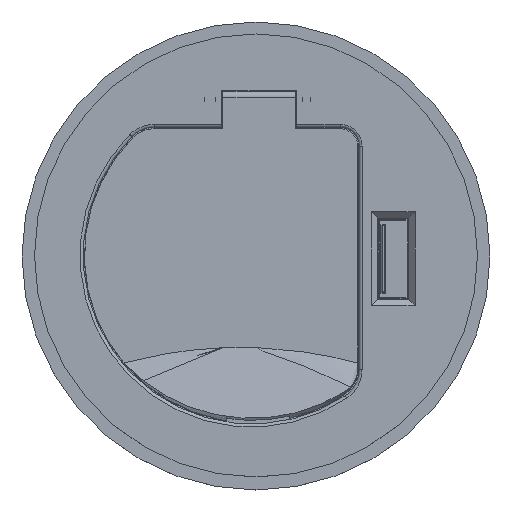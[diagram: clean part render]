
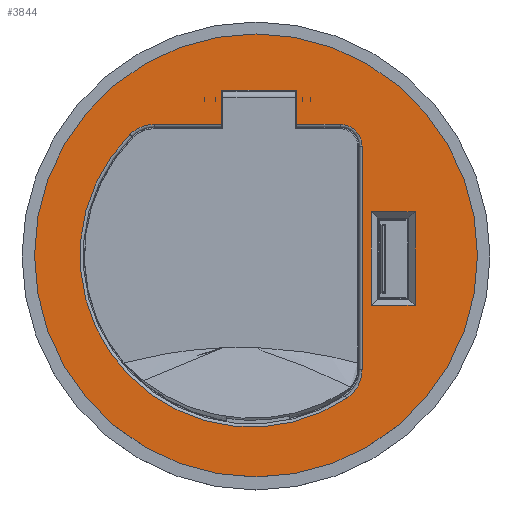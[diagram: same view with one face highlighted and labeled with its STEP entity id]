
A CAD part, top view. The second image highlights one B-rep face of the part: STEP entity #3844.
In plain terms, the highlighted planar face has unit normal (0, 0, 1).
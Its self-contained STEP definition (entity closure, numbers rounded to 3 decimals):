
#44=FACE_BOUND('',#430,.T.);
#45=FACE_BOUND('',#431,.T.);
#95=PLANE('',#4099);
#201=FACE_OUTER_BOUND('',#429,.T.);
#429=EDGE_LOOP('',(#2702));
#430=EDGE_LOOP('',(#2703,#2704,#2705,#2706,#2707,#2708,#2709,#2710,#2711,
#2712));
#431=EDGE_LOOP('',(#2713,#2714,#2715,#2716));
#625=CIRCLE('',#4100,35.5);
#626=CIRCLE('',#4101,3.5);
#627=CIRCLE('',#4102,5.5);
#628=CIRCLE('',#4103,27.5);
#629=CIRCLE('',#4104,5.5);
#1015=LINE('',#7250,#1289);
#1019=LINE('',#7258,#1293);
#1023=LINE('',#7266,#1297);
#1025=LINE('',#7269,#1299);
#1030=LINE('',#7281,#1304);
#1031=LINE('',#7283,#1305);
#1032=LINE('',#7285,#1306);
#1033=LINE('',#7287,#1307);
#1034=LINE('',#7289,#1308);
#1035=LINE('',#7293,#1309);
#1289=VECTOR('',#4704,10.);
#1293=VECTOR('',#4710,10.);
#1297=VECTOR('',#4716,10.);
#1299=VECTOR('',#4720,10.);
#1304=VECTOR('',#4733,10.);
#1305=VECTOR('',#4734,10.);
#1306=VECTOR('',#4735,10.);
#1307=VECTOR('',#4736,10.);
#1308=VECTOR('',#4737,10.);
#1309=VECTOR('',#4740,10.);
#1580=VERTEX_POINT('',#7248);
#1581=VERTEX_POINT('',#7249);
#1584=VERTEX_POINT('',#7257);
#1587=VERTEX_POINT('',#7265);
#1588=VERTEX_POINT('',#7277);
#1589=VERTEX_POINT('',#7279);
#1590=VERTEX_POINT('',#7280);
#1591=VERTEX_POINT('',#7282);
#1592=VERTEX_POINT('',#7284);
#1593=VERTEX_POINT('',#7286);
#1594=VERTEX_POINT('',#7288);
#1595=VERTEX_POINT('',#7290);
#1596=VERTEX_POINT('',#7292);
#1597=VERTEX_POINT('',#7294);
#1598=VERTEX_POINT('',#7296);
#2017=EDGE_CURVE('',#1580,#1581,#1015,.T.);
#2021=EDGE_CURVE('',#1581,#1584,#1019,.T.);
#2025=EDGE_CURVE('',#1584,#1587,#1023,.T.);
#2027=EDGE_CURVE('',#1587,#1580,#1025,.T.);
#2032=EDGE_CURVE('',#1588,#1588,#625,.T.);
#2033=EDGE_CURVE('',#1589,#1590,#1030,.T.);
#2034=EDGE_CURVE('',#1589,#1591,#1031,.T.);
#2035=EDGE_CURVE('',#1591,#1592,#1032,.T.);
#2036=EDGE_CURVE('',#1592,#1593,#1033,.T.);
#2037=EDGE_CURVE('',#1594,#1593,#1034,.T.);
#2038=EDGE_CURVE('',#1595,#1594,#626,.T.);
#2039=EDGE_CURVE('',#1596,#1595,#1035,.T.);
#2040=EDGE_CURVE('',#1597,#1596,#627,.T.);
#2041=EDGE_CURVE('',#1598,#1597,#628,.T.);
#2042=EDGE_CURVE('',#1590,#1598,#629,.T.);
#2702=ORIENTED_EDGE('',*,*,#2032,.T.);
#2703=ORIENTED_EDGE('',*,*,#2033,.F.);
#2704=ORIENTED_EDGE('',*,*,#2034,.T.);
#2705=ORIENTED_EDGE('',*,*,#2035,.T.);
#2706=ORIENTED_EDGE('',*,*,#2036,.T.);
#2707=ORIENTED_EDGE('',*,*,#2037,.F.);
#2708=ORIENTED_EDGE('',*,*,#2038,.F.);
#2709=ORIENTED_EDGE('',*,*,#2039,.F.);
#2710=ORIENTED_EDGE('',*,*,#2040,.F.);
#2711=ORIENTED_EDGE('',*,*,#2041,.F.);
#2712=ORIENTED_EDGE('',*,*,#2042,.F.);
#2713=ORIENTED_EDGE('',*,*,#2017,.F.);
#2714=ORIENTED_EDGE('',*,*,#2027,.F.);
#2715=ORIENTED_EDGE('',*,*,#2025,.F.);
#2716=ORIENTED_EDGE('',*,*,#2021,.F.);
#3844=ADVANCED_FACE('',(#201,#44,#45),#95,.T.);
#4099=AXIS2_PLACEMENT_3D('',#7276,#4729,#4730);
#4100=AXIS2_PLACEMENT_3D('',#7278,#4731,#4732);
#4101=AXIS2_PLACEMENT_3D('',#7291,#4738,#4739);
#4102=AXIS2_PLACEMENT_3D('',#7295,#4741,#4742);
#4103=AXIS2_PLACEMENT_3D('',#7297,#4743,#4744);
#4104=AXIS2_PLACEMENT_3D('',#7298,#4745,#4746);
#4704=DIRECTION('',(0.,1.,0.));
#4710=DIRECTION('',(-1.,0.,0.));
#4716=DIRECTION('',(0.,-1.,0.));
#4720=DIRECTION('',(1.,0.,0.));
#4729=DIRECTION('center_axis',(0.,0.,1.));
#4730=DIRECTION('ref_axis',(1.,0.,0.));
#4731=DIRECTION('center_axis',(0.,0.,1.));
#4732=DIRECTION('ref_axis',(0.,1.,0.));
#4733=DIRECTION('',(-1.,0.,0.));
#4734=DIRECTION('',(0.,1.,0.));
#4735=DIRECTION('',(1.,0.,0.));
#4736=DIRECTION('',(0.,-1.,0.));
#4737=DIRECTION('',(-1.,0.,0.));
#4738=DIRECTION('center_axis',(0.,0.,1.));
#4739=DIRECTION('ref_axis',(0.707,0.707,0.));
#4740=DIRECTION('',(0.,1.,0.));
#4741=DIRECTION('center_axis',(0.,0.,1.));
#4742=DIRECTION('ref_axis',(0.882,-0.472,0.));
#4743=DIRECTION('center_axis',(0.,0.,1.));
#4744=DIRECTION('ref_axis',(-0.772,-0.635,0.));
#4745=DIRECTION('center_axis',(0.,0.,1.));
#4746=DIRECTION('ref_axis',(-0.384,0.923,0.));
#7248=CARTESIAN_POINT('',(25.5,-8.,2.));
#7249=CARTESIAN_POINT('',(25.5,7.,2.));
#7250=CARTESIAN_POINT('',(25.5,3.,2.));
#7257=CARTESIAN_POINT('',(18.5,7.,2.));
#7258=CARTESIAN_POINT('',(9.75,7.,2.));
#7265=CARTESIAN_POINT('',(18.5,-8.,2.));
#7266=CARTESIAN_POINT('',(18.5,-3.5,2.));
#7269=CARTESIAN_POINT('',(12.25,-8.,2.));
#7276=CARTESIAN_POINT('Origin',(0.,0.,
2.));
#7277=CARTESIAN_POINT('',(0.,35.5,2.));
#7278=CARTESIAN_POINT('Origin',(0.,0.,
2.));
#7279=CARTESIAN_POINT('',(-5.5,21.,2.));
#7280=CARTESIAN_POINT('',(-16.311,21.,2.));
#7281=CARTESIAN_POINT('',(-8.155,21.,2.));
#7282=CARTESIAN_POINT('',(-5.5,26.5,2.));
#7283=CARTESIAN_POINT('',(-5.5,10.25,2.));
#7284=CARTESIAN_POINT('',(6.5,26.5,2.));
#7285=CARTESIAN_POINT('',(-2.75,26.5,2.));
#7286=CARTESIAN_POINT('',(6.5,21.,2.));
#7287=CARTESIAN_POINT('',(6.5,13.25,2.));
#7288=CARTESIAN_POINT('',(13.5,21.,2.));
#7289=CARTESIAN_POINT('',(-8.155,21.,2.));
#7290=CARTESIAN_POINT('',(17.,17.5,2.));
#7291=CARTESIAN_POINT('Origin',(13.5,17.5,2.));
#7292=CARTESIAN_POINT('',(17.,-18.31,2.));
#7293=CARTESIAN_POINT('',(17.,8.75,2.));
#7294=CARTESIAN_POINT('',(14.551,-22.886,2.));
#7295=CARTESIAN_POINT('Origin',(11.5,-18.31,2.));
#7296=CARTESIAN_POINT('',(-20.213,19.376,2.));
#7297=CARTESIAN_POINT('Origin',(-0.703,-0.004,
2.));
#7298=CARTESIAN_POINT('Origin',(-16.311,15.5,2.));
